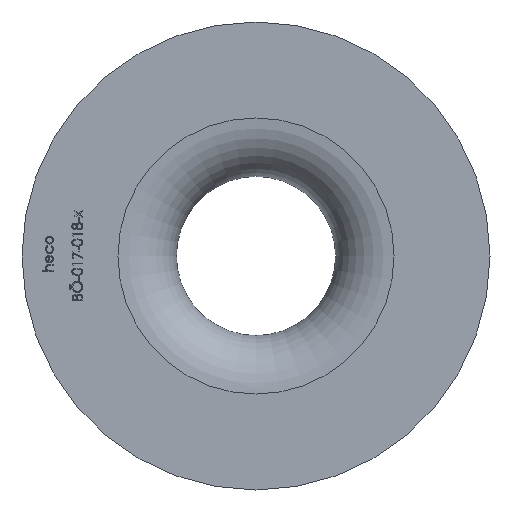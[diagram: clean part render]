
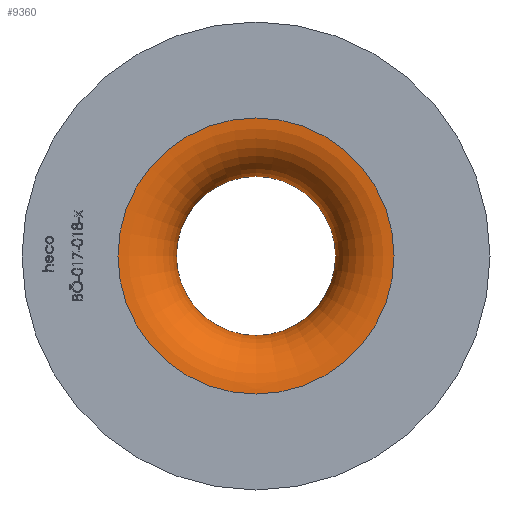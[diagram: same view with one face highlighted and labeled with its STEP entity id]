
A CAD part, left-side view. The second image highlights one B-rep face of the part: STEP entity #9360.
In plain terms, the highlighted toroidal (fillet/blend) face has major radius 11.8 mm and minor radius 5 mm.
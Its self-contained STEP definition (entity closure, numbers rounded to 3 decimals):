
#320 = DIRECTION ( 'NONE',  ( 1., 0., 0. ) ) ;
#386 = DIRECTION ( 'NONE',  ( 1., 0., 0. ) ) ;
#949 = AXIS2_PLACEMENT_3D ( 'NONE', #8630, #13865, #5483 ) ;
#1451 = DIRECTION ( 'NONE',  ( 0., 0., -1. ) ) ;
#1852 = DIRECTION ( 'NONE',  ( 0., 0., -1. ) ) ;
#1959 = EDGE_LOOP ( 'NONE', ( #12855 ) ) ;
#2087 = AXIS2_PLACEMENT_3D ( 'NONE', #7810, #386, #1852 ) ;
#2515 = CIRCLE ( 'NONE', #949, 6.8 ) ;
#3357 = VERTEX_POINT ( 'NONE', #11915 ) ;
#4760 = TOROIDAL_SURFACE ( 'NONE', #2087, 11.8, 5. ) ;
#5483 = DIRECTION ( 'NONE',  ( 0., 0., -1. ) ) ;
#6118 = FACE_OUTER_BOUND ( 'NONE', #1959, .T. ) ;
#6685 = CARTESIAN_POINT ( 'NONE',  ( 0., 0., -11.8 ) ) ;
#7170 = EDGE_LOOP ( 'NONE', ( #12905 ) ) ;
#7609 = VERTEX_POINT ( 'NONE', #6685 ) ;
#7810 = CARTESIAN_POINT ( 'NONE',  ( 5., 0., 0. ) ) ;
#8630 = CARTESIAN_POINT ( 'NONE',  ( 5., 0., 0. ) ) ;
#9360 = ADVANCED_FACE ( 'NONE', ( #13243, #6118 ), #4760, .T. ) ;
#9905 = CARTESIAN_POINT ( 'NONE',  ( 0., 0., 0. ) ) ;
#10666 = EDGE_CURVE ( 'NONE', #7609, #7609, #13564, .T. ) ;
#11071 = AXIS2_PLACEMENT_3D ( 'NONE', #9905, #320, #1451 ) ;
#11915 = CARTESIAN_POINT ( 'NONE',  ( 5., 0., -6.8 ) ) ;
#11975 = EDGE_CURVE ( 'NONE', #3357, #3357, #2515, .T. ) ;
#12855 = ORIENTED_EDGE ( 'NONE', *, *, #11975, .F. ) ;
#12905 = ORIENTED_EDGE ( 'NONE', *, *, #10666, .F. ) ;
#13243 = FACE_OUTER_BOUND ( 'NONE', #7170, .T. ) ;
#13564 = CIRCLE ( 'NONE', #11071, 11.8 ) ;
#13865 = DIRECTION ( 'NONE',  ( -1., 0., 0. ) ) ;
